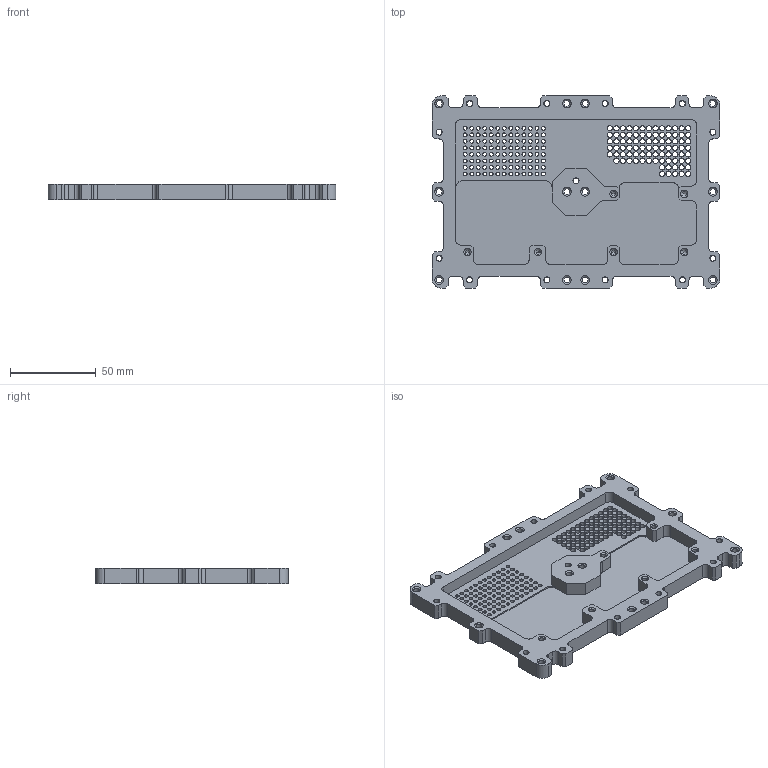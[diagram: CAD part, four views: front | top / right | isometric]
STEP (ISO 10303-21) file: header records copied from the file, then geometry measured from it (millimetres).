
FILE_DESCRIPTION (( 'STEP AP214' ), '1' );
FILE_NAME ('2004919E.stp', '2019-08-16T09:37:09', ( '' ), ( '' ), 'SwSTEP 2.0', 'SolidWorks 2019', '' );
FILE_SCHEMA (( 'AUTOMOTIVE_DESIGN' ));
Length unit declared in the file: inch
Products named in the file (1): 2004919E
Bounding box: 168.15 x 112.27 x 9.3 mm (x, y, z)
Volume: 71874.7 mm3; surface area: 48364 mm2
Topology: 1 solids, 1 shells, 660 faces, 1923 edges, 1260 vertices
Faces by surface type: cylinder 463, plane 123, cone 74
Entity records: 23117 total; most frequent: DIRECTION 4247, CARTESIAN_POINT 3832, ORIENTED_EDGE 3822, EDGE_CURVE 1911, AXIS2_PLACEMENT_3D 1675, VERTEX_POINT 1260, EDGE_LOOP 1099, CIRCLE 1014
